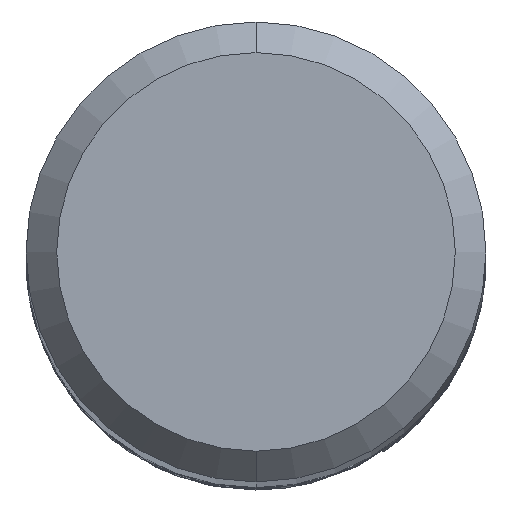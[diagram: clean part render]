
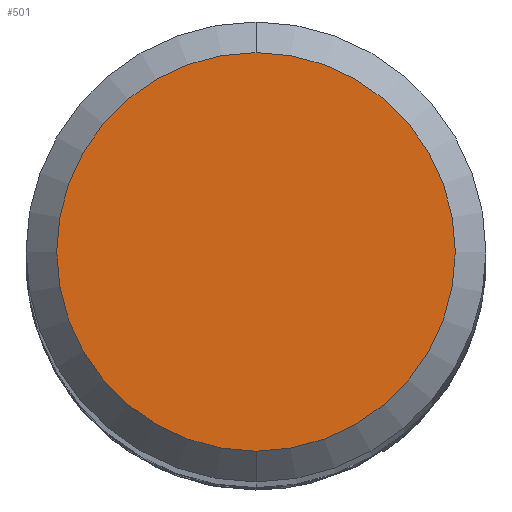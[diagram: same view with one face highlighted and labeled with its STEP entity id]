
A CAD part, top view. The second image highlights one B-rep face of the part: STEP entity #501.
In plain terms, the highlighted planar face has unit normal (0, 0, 1).
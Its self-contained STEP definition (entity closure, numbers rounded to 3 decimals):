
#501=ADVANCED_FACE('',(#1453),#1454,.T.);
#559=VERTEX_POINT('',#1514);
#1155=EDGE_CURVE('',#559,#1313,#2175,.T.);
#1189=EDGE_CURVE('',#1313,#559,#2210,.T.);
#1313=VERTEX_POINT('',#2342);
#1453=FACE_OUTER_BOUND('',#2688,.T.);
#1454=PLANE('',#2689);
#1514=CARTESIAN_POINT('',(0.0,2.6,0.0));
#2175=CIRCLE('',#11391,2.6);
#2210=CIRCLE('',#11832,2.6);
#2342=CARTESIAN_POINT('',(0.,-2.6,0.0));
#2688=EDGE_LOOP('',(#14298,#14299));
#2689=AXIS2_PLACEMENT_3D('',#14300,#14301,#14302);
#11391=AXIS2_PLACEMENT_3D('',#15060,#15061,#15062);
#11832=AXIS2_PLACEMENT_3D('',#15079,#15080,#15081);
#14298=ORIENTED_EDGE('',*,*,#1155,.F.);
#14299=ORIENTED_EDGE('',*,*,#1189,.F.);
#14300=CARTESIAN_POINT('',(0.0,1.3,0.0));
#14301=DIRECTION('',(-0.0,0.0,1.0));
#14302=DIRECTION('',(0.0,-1.0,0.0));
#15060=CARTESIAN_POINT('',(0.0,0.0,0.0));
#15061=DIRECTION('',(0.0,0.0,-1.0));
#15062=DIRECTION('',(0.0,1.0,0.0));
#15079=CARTESIAN_POINT('',(0.0,0.0,0.0));
#15080=DIRECTION('',(0.0,0.0,-1.0));
#15081=DIRECTION('',(0.0,1.0,0.0));
